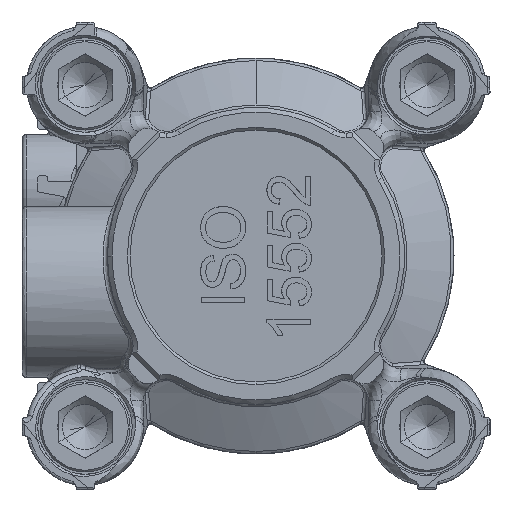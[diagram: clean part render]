
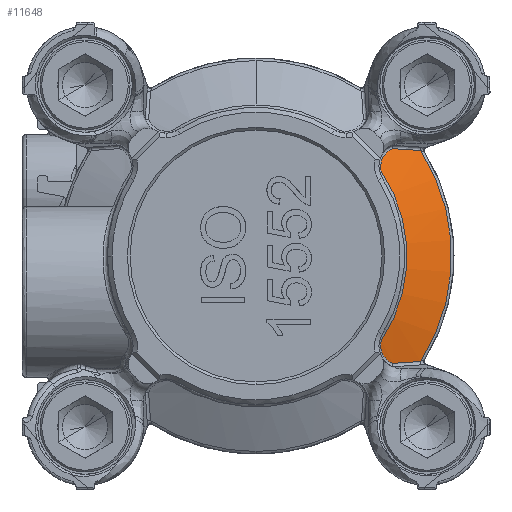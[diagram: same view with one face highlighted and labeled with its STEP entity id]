
A CAD part, front view. The second image highlights one B-rep face of the part: STEP entity #11648.
In plain terms, the highlighted conical face has half-angle 63.5 degrees and reference radius 21.723 mm.
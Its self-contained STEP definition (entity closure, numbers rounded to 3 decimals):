
#921 = CARTESIAN_POINT ( 'NONE',  ( 17.193, 24.271, 11.796 ) ) ;
#2663 = CARTESIAN_POINT ( 'NONE',  ( 13.882, 22.498, 10.3 ) ) ;
#8702 = CARTESIAN_POINT ( 'NONE',  ( 13.857, 22.431, -10.106 ) ) ;
#9162 = CIRCLE ( 'NONE', #67551, 21.723 ) ;
#9560 = CARTESIAN_POINT ( 'NONE',  ( 18.289, 24.711, 11.721 ) ) ;
#10211 = CARTESIAN_POINT ( 'NONE',  ( 14.443, 23.061, -11.422 ) ) ;
#10303 = CARTESIAN_POINT ( 'NONE',  ( 13.978, 22.648, 10.672 ) ) ;
#11075 = CARTESIAN_POINT ( 'NONE',  ( 18.289, 24.711, -11.721 ) ) ;
#11623 = VERTEX_POINT ( 'NONE', #57609 ) ;
#11648 = ADVANCED_FACE ( 'NONE', ( #56615 ), #15983, .T. ) ;
#11811 = CARTESIAN_POINT ( 'NONE',  ( 14.924, 23.369, 11.811 ) ) ;
#11995 = EDGE_CURVE ( 'NONE', #23627, #11623, #70871, .T. ) ;
#12346 = CARTESIAN_POINT ( 'NONE',  ( 0., 24.711, 0. ) ) ;
#13477 = ORIENTED_EDGE ( 'NONE', *, *, #37524, .T. ) ;
#15983 = CONICAL_SURFACE ( 'NONE', #51621, 21.723, 1.108 ) ;
#16628 = CARTESIAN_POINT ( 'NONE',  ( 15.152, 23.494, -11.925 ) ) ;
#17532 = CARTESIAN_POINT ( 'NONE',  ( 0., 22.245, 0. ) ) ;
#17915 = CARTESIAN_POINT ( 'NONE',  ( 14.577, 23.154, 11.552 ) ) ;
#18167 = CARTESIAN_POINT ( 'NONE',  ( 16.148, 23.865, 11.864 ) ) ;
#18397 = CARTESIAN_POINT ( 'NONE',  ( 13.848, 22.29, 9.634 ) ) ;
#20102 = CARTESIAN_POINT ( 'NONE',  ( 15.152, 23.494, 11.925 ) ) ;
#21244 = VERTEX_POINT ( 'NONE', #33785 ) ;
#23627 = VERTEX_POINT ( 'NONE', #20102 ) ;
#24432 = CARTESIAN_POINT ( 'NONE',  ( 14.208, 22.879, -11.13 ) ) ;
#24919 = CARTESIAN_POINT ( 'NONE',  ( 14.144, 22.821, -11.024 ) ) ;
#25012 = CARTESIAN_POINT ( 'NONE',  ( 15.152, 23.494, 11.925 ) ) ;
#25419 = CARTESIAN_POINT ( 'NONE',  ( 13.915, 22.245, -9.372 ) ) ;
#25516 = CARTESIAN_POINT ( 'NONE',  ( 14.145, 22.82, 11.019 ) ) ;
#25647 = DIRECTION ( 'NONE',  ( 0., 1., 0. ) ) ;
#25935 = CARTESIAN_POINT ( 'NONE',  ( 13.852, 22.414, -10.054 ) ) ;
#26039 = CARTESIAN_POINT ( 'NONE',  ( 13.83, 22.359, 9.899 ) ) ;
#29425 = VERTEX_POINT ( 'NONE', #16628 ) ;
#31137 = ORIENTED_EDGE ( 'NONE', *, *, #73374, .T. ) ;
#31511 = CARTESIAN_POINT ( 'NONE',  ( 14.073, 22.751, -10.884 ) ) ;
#33131 = VERTEX_POINT ( 'NONE', #73662 ) ;
#33609 = CARTESIAN_POINT ( 'NONE',  ( 13.871, 22.475, 10.236 ) ) ;
#33785 = CARTESIAN_POINT ( 'NONE',  ( 13.915, 22.245, -9.372 ) ) ;
#35228 = CARTESIAN_POINT ( 'NONE',  ( 0., 24.711, 0. ) ) ;
#37524 = EDGE_CURVE ( 'NONE', #11623, #21244, #43139, .T. ) ;
#39481 = CARTESIAN_POINT ( 'NONE',  ( 15.152, 23.494, 11.925 ) ) ;
#39635 = CARTESIAN_POINT ( 'NONE',  ( 13.86, 22.443, -10.14 ) ) ;
#41135 = CARTESIAN_POINT ( 'NONE',  ( 14.711, 23.246, -11.68 ) ) ;
#41228 = CARTESIAN_POINT ( 'NONE',  ( 13.923, 22.571, 10.487 ) ) ;
#41743 = CARTESIAN_POINT ( 'NONE',  ( 14.624, 23.184, 11.592 ) ) ;
#43139 = CIRCLE ( 'NONE', #56096, 16.777 ) ;
#47292 = CARTESIAN_POINT ( 'NONE',  ( 13.962, 22.624, -10.614 ) ) ;
#48789 = CARTESIAN_POINT ( 'NONE',  ( 14.511, 23.109, -11.491 ) ) ;
#48879 = CARTESIAN_POINT ( 'NONE',  ( 14.026, 22.704, 10.792 ) ) ;
#49369 = CARTESIAN_POINT ( 'NONE',  ( 13.915, 22.245, 9.372 ) ) ;
#50002 = DIRECTION ( 'NONE',  ( 0., 1., 0. ) ) ;
#51621 = AXIS2_PLACEMENT_3D ( 'NONE', #35228, #25647, #95717 ) ;
#53929 = ORIENTED_EDGE ( 'NONE', *, *, #11995, .T. ) ;
#54898 = CARTESIAN_POINT ( 'NONE',  ( 13.906, 22.546, -10.429 ) ) ;
#55391 = CARTESIAN_POINT ( 'NONE',  ( 14.319, 22.969, -11.279 ) ) ;
#55971 = CARTESIAN_POINT ( 'NONE',  ( 14.695, 23.23, 11.652 ) ) ;
#56096 = AXIS2_PLACEMENT_3D ( 'NONE', #17532, #50002, #57610 ) ;
#56488 = CARTESIAN_POINT ( 'NONE',  ( 14.114, 22.791, 10.965 ) ) ;
#56615 = FACE_OUTER_BOUND ( 'NONE', #76034, .T. ) ;
#56909 = CARTESIAN_POINT ( 'NONE',  ( 13.994, 22.665, -10.705 ) ) ;
#57609 = CARTESIAN_POINT ( 'NONE',  ( 13.915, 22.245, 9.372 ) ) ;
#57610 = DIRECTION ( 'NONE',  ( 0., 0., 1. ) ) ;
#59050 = DIRECTION ( 'NONE',  ( 0., 0., -1. ) ) ;
#59170 = VERTEX_POINT ( 'NONE', #11075 ) ;
#60062 = DIRECTION ( 'NONE',  ( 0., 1., 0. ) ) ;
#61703 = CARTESIAN_POINT ( 'NONE',  ( 17.193, 24.271, -11.796 ) ) ;
#62501 = CARTESIAN_POINT ( 'NONE',  ( 14.081, 22.758, -10.9 ) ) ;
#62943 = EDGE_CURVE ( 'NONE', #33131, #23627, #78558, .T. ) ;
#63014 = CARTESIAN_POINT ( 'NONE',  ( 13.86, 22.296, -9.635 ) ) ;
#64010 = CARTESIAN_POINT ( 'NONE',  ( 13.846, 22.377, -9.936 ) ) ;
#64102 = CARTESIAN_POINT ( 'NONE',  ( 14.355, 22.997, 11.326 ) ) ;
#64287 = B_SPLINE_CURVE_WITH_KNOTS ( 'NONE', 3,
 ( #25419, #95490, #63014, #86855, #64010, #25935, #8702, #39635, #86362, #93987, #54898, #47292, #56909, #87360, #70107, #31511, #62501, #24919, #24432, #55391, #78736, #10211, #87869, #48789, #41135, #93476, #79246 ),
 .UNSPECIFIED., .F., .F.,
 ( 4, 2, 1, 1, 2, 2, 2, 1, 1, 2, 2, 2, 1, 2, 2, 4 ),
 ( 0., 0.125, 0.187, 0.219, 0.234, 0.25, 0.375, 0.437, 0.469, 0.484, 0.5, 0.625, 0.687, 0.719, 0.75, 1. ),
 .UNSPECIFIED. ) ;
#64608 = CARTESIAN_POINT ( 'NONE',  ( 13.867, 22.465, 10.207 ) ) ;
#67551 = AXIS2_PLACEMENT_3D ( 'NONE', #12346, #60062, #59050 ) ;
#69022 = EDGE_CURVE ( 'NONE', #29425, #59170, #96422, .T. ) ;
#70107 = CARTESIAN_POINT ( 'NONE',  ( 14.059, 22.736, -10.855 ) ) ;
#70871 = B_SPLINE_CURVE_WITH_KNOTS ( 'NONE', 3,
 ( #25012, #87959, #11811, #73700, #55971, #41743, #17915, #95587, #86951, #64102, #95083, #80340, #25516, #56488, #87451, #48879, #10303, #41228, #72205, #2663, #33609, #64608, #26039, #18397, #49369 ),
 .UNSPECIFIED., .F., .F.,
 ( 4, 2, 1, 2, 2, 2, 1, 2, 2, 2, 1, 2, 2, 4 ),
 ( 0., 0.125, 0.188, 0.219, 0.25, 0.375, 0.438, 0.469, 0.5, 0.625, 0.688, 0.719, 0.75, 1. ),
 .UNSPECIFIED. ) ;
#72205 = CARTESIAN_POINT ( 'NONE',  ( 13.899, 22.534, 10.394 ) ) ;
#73374 = EDGE_CURVE ( 'NONE', #21244, #29425, #64287, .T. ) ;
#73662 = CARTESIAN_POINT ( 'NONE',  ( 18.289, 24.711, 11.721 ) ) ;
#73700 = CARTESIAN_POINT ( 'NONE',  ( 14.769, 23.277, 11.707 ) ) ;
#76034 = EDGE_LOOP ( 'NONE', ( #77413, #81765, #96082, #53929, #13477, #31137 ) ) ;
#77413 = ORIENTED_EDGE ( 'NONE', *, *, #69022, .T. ) ;
#78558 = B_SPLINE_CURVE_WITH_KNOTS ( 'NONE', 3,
 ( #9560, #921, #18167, #39481 ),
 .UNSPECIFIED., .F., .F.,
 ( 4, 4 ),
 ( 0., 1. ),
 .UNSPECIFIED. ) ;
#78736 = CARTESIAN_POINT ( 'NONE',  ( 14.379, 23.014, -11.352 ) ) ;
#79246 = CARTESIAN_POINT ( 'NONE',  ( 15.152, 23.494, -11.925 ) ) ;
#80340 = CARTESIAN_POINT ( 'NONE',  ( 14.192, 22.863, 11.099 ) ) ;
#81765 = ORIENTED_EDGE ( 'NONE', *, *, #93201, .F. ) ;
#86362 = CARTESIAN_POINT ( 'NONE',  ( 13.862, 22.449, -10.158 ) ) ;
#86855 = CARTESIAN_POINT ( 'NONE',  ( 13.848, 22.348, -9.835 ) ) ;
#86951 = CARTESIAN_POINT ( 'NONE',  ( 14.439, 23.059, 11.421 ) ) ;
#87360 = CARTESIAN_POINT ( 'NONE',  ( 14.038, 22.714, -10.81 ) ) ;
#87451 = CARTESIAN_POINT ( 'NONE',  ( 14.101, 22.778, 10.939 ) ) ;
#87869 = CARTESIAN_POINT ( 'NONE',  ( 14.487, 23.092, -11.467 ) ) ;
#87959 = CARTESIAN_POINT ( 'NONE',  ( 15.034, 23.432, 11.873 ) ) ;
#92156 = CARTESIAN_POINT ( 'NONE',  ( 16.148, 23.865, -11.864 ) ) ;
#92670 = CARTESIAN_POINT ( 'NONE',  ( 18.289, 24.711, -11.721 ) ) ;
#93201 = EDGE_CURVE ( 'NONE', #33131, #59170, #9162, .T. ) ;
#93476 = CARTESIAN_POINT ( 'NONE',  ( 14.916, 23.369, -11.82 ) ) ;
#93987 = CARTESIAN_POINT ( 'NONE',  ( 13.88, 22.498, -10.303 ) ) ;
#95083 = CARTESIAN_POINT ( 'NONE',  ( 14.244, 22.907, 11.176 ) ) ;
#95490 = CARTESIAN_POINT ( 'NONE',  ( 13.882, 22.267, -9.503 ) ) ;
#95587 = CARTESIAN_POINT ( 'NONE',  ( 14.555, 23.139, 11.532 ) ) ;
#95717 = DIRECTION ( 'NONE',  ( -1., 0., 0. ) ) ;
#96082 = ORIENTED_EDGE ( 'NONE', *, *, #62943, .T. ) ;
#96422 = B_SPLINE_CURVE_WITH_KNOTS ( 'NONE', 3,
 ( #99799, #92156, #61703, #92670 ),
 .UNSPECIFIED., .F., .F.,
 ( 4, 4 ),
 ( 0., 1. ),
 .UNSPECIFIED. ) ;
#99799 = CARTESIAN_POINT ( 'NONE',  ( 15.152, 23.494, -11.925 ) ) ;
